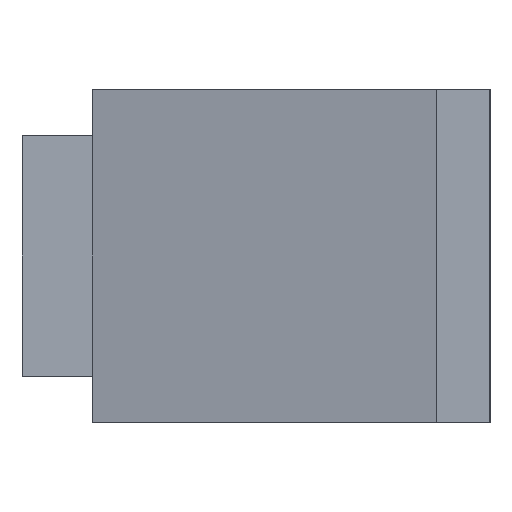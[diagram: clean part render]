
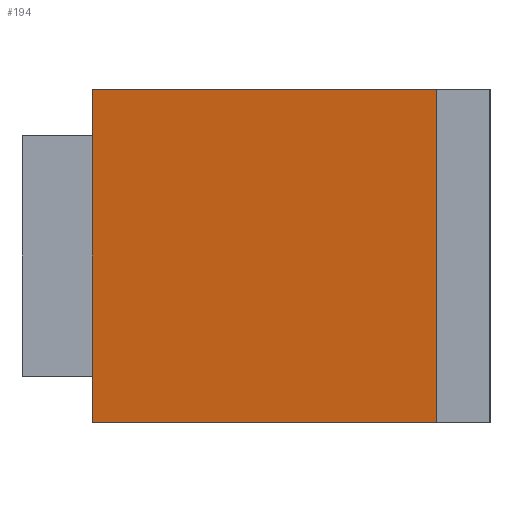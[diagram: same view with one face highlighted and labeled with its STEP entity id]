
A CAD part, left-side view. The second image highlights one B-rep face of the part: STEP entity #194.
In plain terms, the highlighted planar face has unit normal (-0.98, 0.198, 0).
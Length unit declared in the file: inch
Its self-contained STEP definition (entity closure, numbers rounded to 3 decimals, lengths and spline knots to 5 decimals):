
#21 = VERTEX_POINT ( 'NONE', #1123 ) ;
#49 = CARTESIAN_POINT ( 'NONE',  ( -0.8125, 1.075, 0.45 ) ) ;
#70 = CARTESIAN_POINT ( 'NONE',  ( -0.8125, 1.075, 0.45 ) ) ;
#135 = LINE ( 'NONE', #1028, #428 ) ;
#159 = EDGE_CURVE ( 'NONE', #21, #1026, #831, .T. ) ;
#194 = ADVANCED_FACE ( 'NONE', ( #779 ), #362, .F. ) ;
#199 = ORIENTED_EDGE ( 'NONE', *, *, #1124, .F. ) ;
#228 = VECTOR ( 'NONE', #254, 39.37008 ) ;
#253 = ORIENTED_EDGE ( 'NONE', *, *, #159, .T. ) ;
#254 = DIRECTION ( 'NONE',  ( -0.198, -0.98, 0. ) ) ;
#260 = CARTESIAN_POINT ( 'NONE',  ( -0.8125, 1.075, -0.45 ) ) ;
#303 = VERTEX_POINT ( 'NONE', #388 ) ;
#362 = PLANE ( 'NONE',  #1127 ) ;
#388 = CARTESIAN_POINT ( 'NONE',  ( -1., 0.145, 0.45 ) ) ;
#428 = VECTOR ( 'NONE', #947, 39.37008 ) ;
#518 = EDGE_CURVE ( 'NONE', #1026, #763, #135, .T. ) ;
#524 = EDGE_LOOP ( 'NONE', ( #784, #673, #199, #253 ) ) ;
#529 = CARTESIAN_POINT ( 'NONE',  ( -1., 0.145, -0.45 ) ) ;
#568 = CARTESIAN_POINT ( 'NONE',  ( -0.8125, 1.075, 0.45 ) ) ;
#576 = DIRECTION ( 'NONE',  ( 0.98, -0.198, 0. ) ) ;
#615 = LINE ( 'NONE', #815, #1111 ) ;
#673 = ORIENTED_EDGE ( 'NONE', *, *, #1202, .F. ) ;
#763 = VERTEX_POINT ( 'NONE', #529 ) ;
#779 = FACE_OUTER_BOUND ( 'NONE', #524, .T. ) ;
#784 = ORIENTED_EDGE ( 'NONE', *, *, #518, .T. ) ;
#799 = DIRECTION ( 'NONE',  ( 0., 0., -1. ) ) ;
#815 = CARTESIAN_POINT ( 'NONE',  ( -1., 0.145, 0.45 ) ) ;
#831 = LINE ( 'NONE', #49, #1240 ) ;
#947 = DIRECTION ( 'NONE',  ( -0.198, -0.98, 0. ) ) ;
#973 = DIRECTION ( 'NONE',  ( 0.198, 0.98, 0. ) ) ;
#1026 = VERTEX_POINT ( 'NONE', #260 ) ;
#1028 = CARTESIAN_POINT ( 'NONE',  ( -0.8125, 1.075, -0.45 ) ) ;
#1058 = LINE ( 'NONE', #70, #228 ) ;
#1111 = VECTOR ( 'NONE', #799, 39.37008 ) ;
#1123 = CARTESIAN_POINT ( 'NONE',  ( -0.8125, 1.075, 0.45 ) ) ;
#1124 = EDGE_CURVE ( 'NONE', #21, #303, #1058, .T. ) ;
#1127 = AXIS2_PLACEMENT_3D ( 'NONE', #568, #576, #973 ) ;
#1202 = EDGE_CURVE ( 'NONE', #303, #763, #615, .T. ) ;
#1220 = DIRECTION ( 'NONE',  ( 0., 0., -1. ) ) ;
#1240 = VECTOR ( 'NONE', #1220, 39.37008 ) ;
